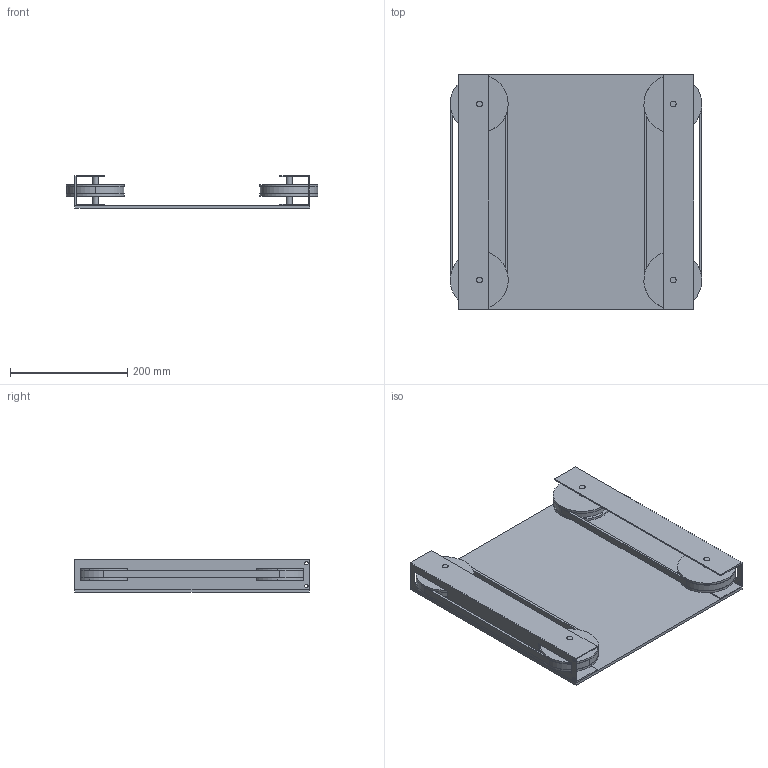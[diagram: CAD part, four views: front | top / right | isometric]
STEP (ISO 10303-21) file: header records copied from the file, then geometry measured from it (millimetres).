
FILE_DESCRIPTION (( 'STEP AP214' ), '1' );
FILE_NAME ('shooting mechanism.STEP', '2023-01-31T14:23:56', ( '' ), ( '' ), 'SwSTEP 2.0', 'SolidWorks 2022', '' );
FILE_SCHEMA (( 'AUTOMOTIVE_DESIGN' ));
Length unit declared in the file: millimetre
Products named in the file (6): 2 inch rod; sheet; shooting mechanism; wheel 10cm; u shape shooting; belt
Assembly tree (13 placements, depth 2):
  shooting mechanism
    sheet
    u shape shooting  x2
    2 inch rod  x4
    wheel 10cm  x4
    belt  x2
Bounding box: 428.58 x 400 x 55.8 mm (x, y, z)
Volume: 1667953.4 mm3; surface area: 717895.8 mm2
Topology: 13 solids, 13 shells, 154 faces, 360 edges, 240 vertices
Faces by surface type: plane 78, cylinder 76
Entity records: 2242 total; most frequent: DIRECTION 372, CARTESIAN_POINT 340, ORIENTED_EDGE 312, EDGE_CURVE 156, AXIS2_PLACEMENT_3D 136, VERTEX_POINT 104, LINE 100, VECTOR 100
